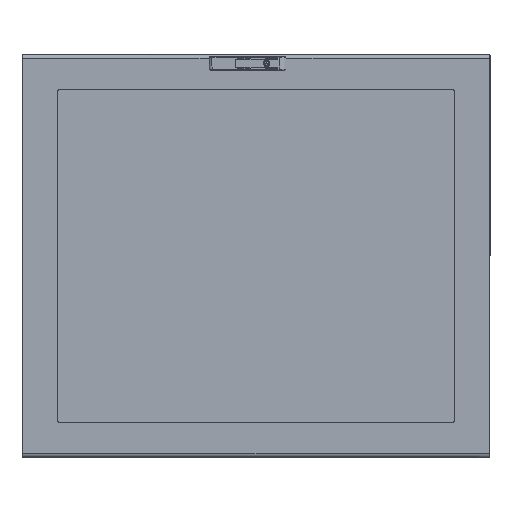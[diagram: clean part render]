
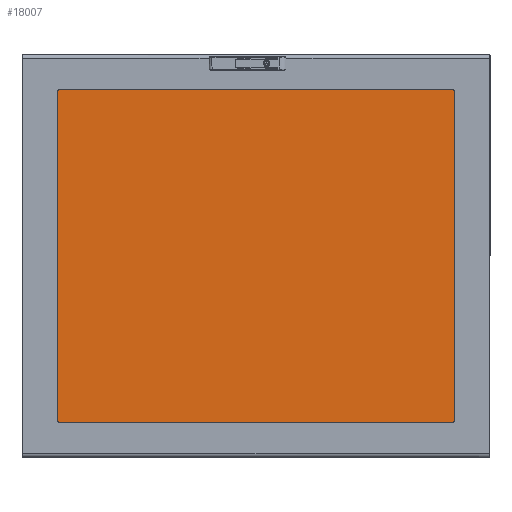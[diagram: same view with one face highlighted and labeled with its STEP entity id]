
A CAD part, top view. The second image highlights one B-rep face of the part: STEP entity #18007.
In plain terms, the highlighted planar face has unit normal (0, 0, 1).
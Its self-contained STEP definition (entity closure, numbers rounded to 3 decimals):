
#9463 = VECTOR ( 'NONE', #77742, 1000. ) ;
#9494 = VECTOR ( 'NONE', #77710, 1000. ) ;
#9524 = VECTOR ( 'NONE', #77764, 1000. ) ;
#9533 = VECTOR ( 'NONE', #77781, 1000. ) ;
#18007 = ADVANCED_FACE ( 'NONE', ( #54417 ), #54419, .T. ) ;
#20835 = AXIS2_PLACEMENT_3D ( 'NONE', #54401, #54422, #54424 ) ;
#22985 = CARTESIAN_POINT ( 'NONE',  ( -510., -430., 4. ) ) ;
#23000 = CARTESIAN_POINT ( 'NONE',  ( -510., 430., 4. ) ) ;
#23002 = CARTESIAN_POINT ( 'NONE',  ( 510., -430., 4. ) ) ;
#23009 = CARTESIAN_POINT ( 'NONE',  ( 510., 430., 4. ) ) ;
#44764 = EDGE_LOOP ( 'NONE', ( #46318, #46320, #46322, #46324 ) ) ;
#45130 = VERTEX_POINT ( 'NONE', #22985 ) ;
#45138 = VERTEX_POINT ( 'NONE', #23000 ) ;
#45139 = VERTEX_POINT ( 'NONE', #23002 ) ;
#45143 = VERTEX_POINT ( 'NONE', #23009 ) ;
#46318 = ORIENTED_EDGE ( 'NONE', *, *, #124541, .T. ) ;
#46320 = ORIENTED_EDGE ( 'NONE', *, *, #124556, .T. ) ;
#46322 = ORIENTED_EDGE ( 'NONE', *, *, #124566, .T. ) ;
#46324 = ORIENTED_EDGE ( 'NONE', *, *, #124573, .T. ) ;
#54401 = CARTESIAN_POINT ( 'NONE',  ( -510., -430., 4. ) ) ;
#54417 = FACE_OUTER_BOUND ( 'NONE', #44764, .T. ) ;
#54419 = PLANE ( 'NONE',  #20835 ) ;
#54422 = DIRECTION ( 'NONE',  ( 0., 0., 1. ) ) ;
#54424 = DIRECTION ( 'NONE',  ( 1., 0., 0. ) ) ;
#77708 = LINE ( 'NONE', #77709, #9494 ) ;
#77709 = CARTESIAN_POINT ( 'NONE',  ( -510., 430., 4. ) ) ;
#77710 = DIRECTION ( 'NONE',  ( 0., -1., 0. ) ) ;
#77740 = LINE ( 'NONE', #77741, #9463 ) ;
#77741 = CARTESIAN_POINT ( 'NONE',  ( -510., -430., 4. ) ) ;
#77742 = DIRECTION ( 'NONE',  ( 1., 0., 0. ) ) ;
#77762 = LINE ( 'NONE', #77763, #9524 ) ;
#77763 = CARTESIAN_POINT ( 'NONE',  ( 510., 430., 4. ) ) ;
#77764 = DIRECTION ( 'NONE',  ( 0., 1., 0. ) ) ;
#77779 = LINE ( 'NONE', #77780, #9533 ) ;
#77780 = CARTESIAN_POINT ( 'NONE',  ( -510., 430., 4. ) ) ;
#77781 = DIRECTION ( 'NONE',  ( -1., 0., 0. ) ) ;
#124541 = EDGE_CURVE ( 'NONE', #45138, #45130, #77708, .T. ) ;
#124556 = EDGE_CURVE ( 'NONE', #45130, #45139, #77740, .T. ) ;
#124566 = EDGE_CURVE ( 'NONE', #45139, #45143, #77762, .T. ) ;
#124573 = EDGE_CURVE ( 'NONE', #45143, #45138, #77779, .T. ) ;
